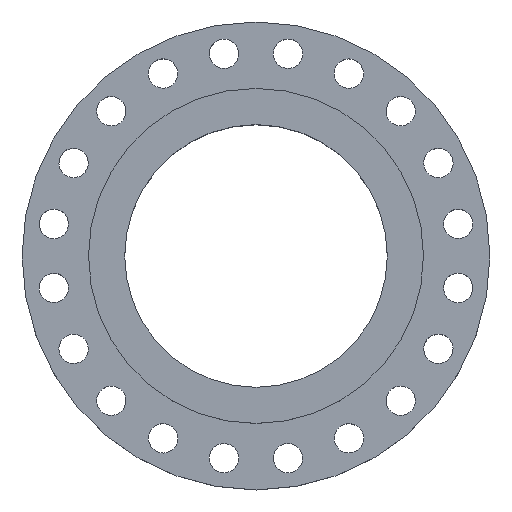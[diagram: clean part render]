
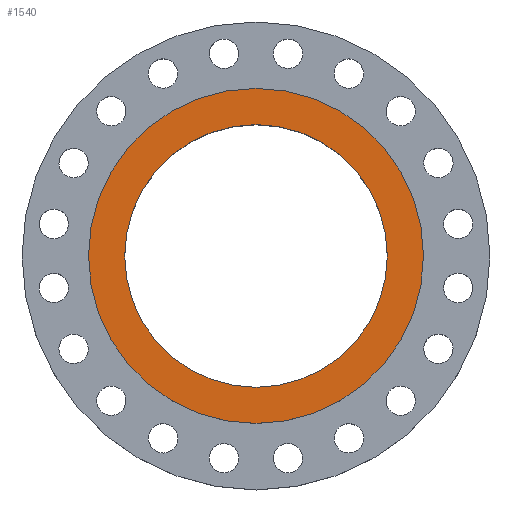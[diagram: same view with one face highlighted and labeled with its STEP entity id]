
A CAD part, top view. The second image highlights one B-rep face of the part: STEP entity #1540.
In plain terms, the highlighted planar face has unit normal (0, 0, 1).
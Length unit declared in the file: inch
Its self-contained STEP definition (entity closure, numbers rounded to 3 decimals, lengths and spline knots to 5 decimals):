
#9 = AXIS2_PLACEMENT_3D ( 'NONE', #963, #703, #1286 ) ;
#123 = VERTEX_POINT ( 'NONE', #2000 ) ;
#232 = ORIENTED_EDGE ( 'NONE', *, *, #1730, .T. ) ;
#236 = AXIS2_PLACEMENT_3D ( 'NONE', #598, #896, #1339 ) ;
#244 = CIRCLE ( 'NONE', #1353, 6.175 ) ;
#255 = EDGE_CURVE ( 'NONE', #123, #833, #244, .T. ) ;
#272 = DIRECTION ( 'NONE',  ( 1., 0., 0. ) ) ;
#367 = EDGE_LOOP ( 'NONE', ( #1238, #832 ) ) ;
#381 = CARTESIAN_POINT ( 'NONE',  ( 0., 0., 0.25 ) ) ;
#382 = DIRECTION ( 'NONE',  ( 1., 0., 0. ) ) ;
#412 = EDGE_CURVE ( 'NONE', #833, #123, #863, .T. ) ;
#434 = AXIS2_PLACEMENT_3D ( 'NONE', #779, #1323, #272 ) ;
#467 = CARTESIAN_POINT ( 'NONE',  ( -7.875, 0., 0.25 ) ) ;
#536 = VERTEX_POINT ( 'NONE', #1438 ) ;
#598 = CARTESIAN_POINT ( 'NONE',  ( 0., 0., 0.25 ) ) ;
#657 = CARTESIAN_POINT ( 'NONE',  ( 0., 0., 0.25 ) ) ;
#692 = DIRECTION ( 'NONE',  ( 0., 0., 1. ) ) ;
#703 = DIRECTION ( 'NONE',  ( 0., 0., 1. ) ) ;
#770 = VERTEX_POINT ( 'NONE', #467 ) ;
#779 = CARTESIAN_POINT ( 'NONE',  ( 0., 0., 0.25 ) ) ;
#832 = ORIENTED_EDGE ( 'NONE', *, *, #412, .F. ) ;
#833 = VERTEX_POINT ( 'NONE', #1662 ) ;
#863 = CIRCLE ( 'NONE', #434, 6.175 ) ;
#896 = DIRECTION ( 'NONE',  ( 0., 0., 1. ) ) ;
#955 = FACE_OUTER_BOUND ( 'NONE', #1595, .T. ) ;
#963 = CARTESIAN_POINT ( 'NONE',  ( 0., 0., 0.25 ) ) ;
#1166 = FACE_BOUND ( 'NONE', #367, .T. ) ;
#1208 = CIRCLE ( 'NONE', #9, 7.875 ) ;
#1238 = ORIENTED_EDGE ( 'NONE', *, *, #255, .F. ) ;
#1286 = DIRECTION ( 'NONE',  ( 1., 0., 0. ) ) ;
#1308 = DIRECTION ( 'NONE',  ( 1., 0., 0. ) ) ;
#1323 = DIRECTION ( 'NONE',  ( 0., 0., 1. ) ) ;
#1339 = DIRECTION ( 'NONE',  ( 1., 0., 0. ) ) ;
#1353 = AXIS2_PLACEMENT_3D ( 'NONE', #657, #1881, #382 ) ;
#1408 = ORIENTED_EDGE ( 'NONE', *, *, #1582, .T. ) ;
#1438 = CARTESIAN_POINT ( 'NONE',  ( 7.875, 0., 0.25 ) ) ;
#1471 = PLANE ( 'NONE',  #1583 ) ;
#1540 = ADVANCED_FACE ( 'NONE', ( #1166, #955 ), #1471, .T. ) ;
#1582 = EDGE_CURVE ( 'NONE', #770, #536, #1208, .T. ) ;
#1583 = AXIS2_PLACEMENT_3D ( 'NONE', #381, #692, #1308 ) ;
#1595 = EDGE_LOOP ( 'NONE', ( #1408, #232 ) ) ;
#1662 = CARTESIAN_POINT ( 'NONE',  ( 6.175, 0., 0.25 ) ) ;
#1730 = EDGE_CURVE ( 'NONE', #536, #770, #1874, .T. ) ;
#1874 = CIRCLE ( 'NONE', #236, 7.875 ) ;
#1881 = DIRECTION ( 'NONE',  ( 0., 0., 1. ) ) ;
#2000 = CARTESIAN_POINT ( 'NONE',  ( -6.175, 0., 0.25 ) ) ;
